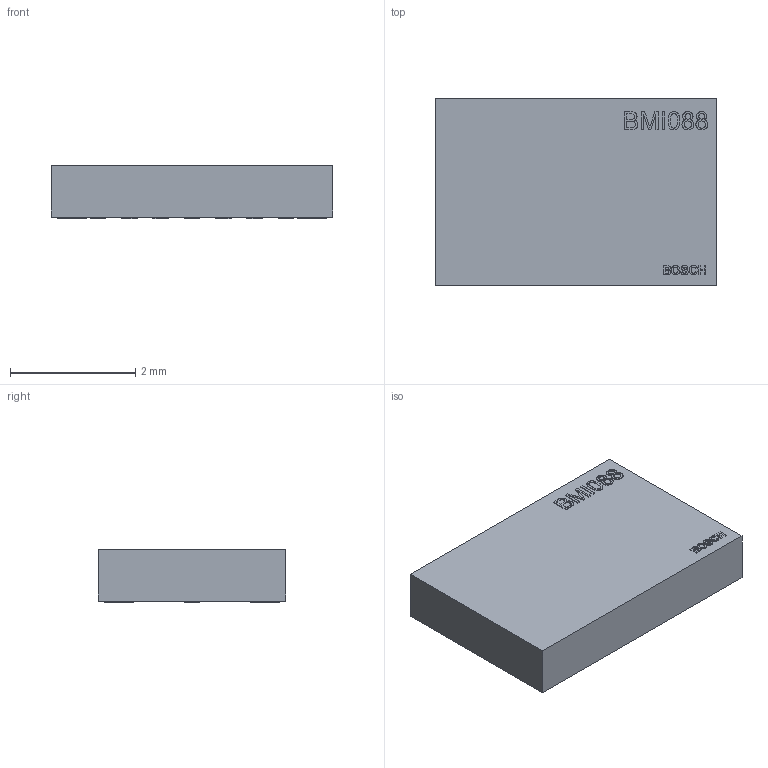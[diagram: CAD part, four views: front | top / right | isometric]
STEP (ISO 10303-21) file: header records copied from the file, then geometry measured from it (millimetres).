
FILE_DESCRIPTION(/* description */ (''),/* implementation_level */ '2;1');
FILE_NAME(/* name */ 'BMI088.step',/* time_stamp */ '2019-09-02T23:38:07+02:00',/* author */ (''),/* organization */ (''),/* preprocessor_version */ 'ST-DEVELOPER v18',/* originating_system */ 'Autodesk Translation Framework v8.6.0.1094',/* authorisation */ '');
FILE_SCHEMA (('AUTOMOTIVE_DESIGN { 1 0 10303 214 3 1 1 }'));
Length unit declared in the file: millimetre
Products named in the file (1): BMI088
Bounding box: 4.5 x 3 x 0.86 mm (x, y, z)
Volume: 11.1 mm3; surface area: 44.3 mm2
Topology: 28 solids, 28 shells, 373 faces, 951 edges, 634 vertices
Faces by surface type: bspline 198, plane 175
Entity records: 13078 total; most frequent: CARTESIAN_POINT 5325, ORIENTED_EDGE 1902, EDGE_CURVE 951, DIRECTION 907, VERTEX_POINT 634, LINE 555, VECTOR 555, B_SPLINE_CURVE_WITH_KNOTS 396
